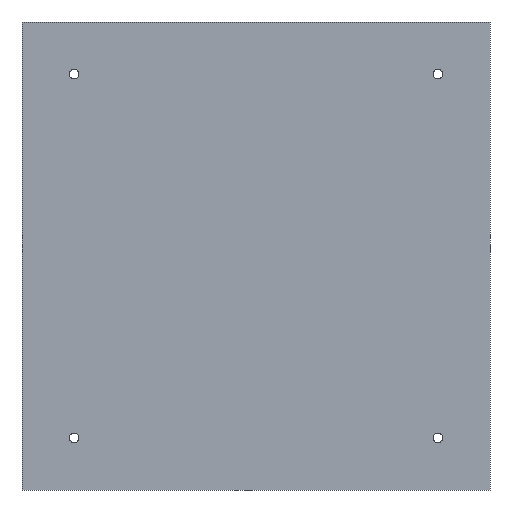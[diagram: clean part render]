
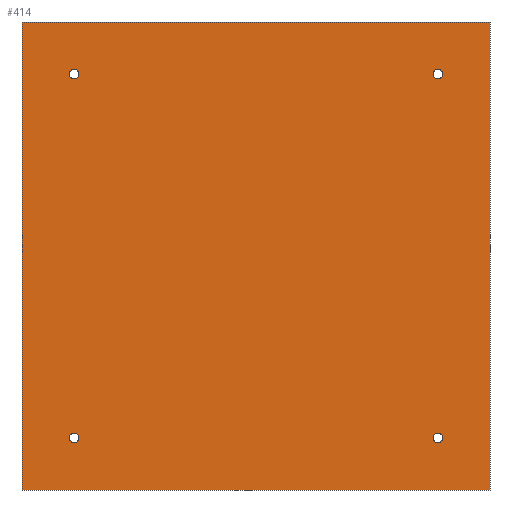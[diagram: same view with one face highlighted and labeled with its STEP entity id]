
A CAD part, front view. The second image highlights one B-rep face of the part: STEP entity #414.
In plain terms, the highlighted planar face has unit normal (0, -1, 0).
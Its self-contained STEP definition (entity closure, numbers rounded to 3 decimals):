
#25=FACE_BOUND('',#94,.T.);
#26=FACE_BOUND('',#95,.T.);
#27=FACE_BOUND('',#96,.T.);
#28=FACE_BOUND('',#97,.T.);
#39=PLANE('',#472);
#63=FACE_OUTER_BOUND('',#93,.T.);
#93=EDGE_LOOP('',(#374,#375,#376,#377));
#94=EDGE_LOOP('',(#378));
#95=EDGE_LOOP('',(#379));
#96=EDGE_LOOP('',(#380));
#97=EDGE_LOOP('',(#381));
#123=LINE('',#694,#157);
#127=LINE('',#700,#161);
#129=LINE('',#704,#163);
#131=LINE('',#707,#165);
#157=VECTOR('',#578,10.);
#161=VECTOR('',#584,10.);
#163=VECTOR('',#588,10.);
#165=VECTOR('',#592,10.);
#180=CIRCLE('',#453,2.25);
#181=CIRCLE('',#455,2.25);
#182=CIRCLE('',#457,2.25);
#183=CIRCLE('',#459,2.25);
#207=VERTEX_POINT('',#657);
#208=VERTEX_POINT('',#661);
#209=VERTEX_POINT('',#665);
#210=VERTEX_POINT('',#669);
#216=VERTEX_POINT('',#692);
#217=VERTEX_POINT('',#693);
#218=VERTEX_POINT('',#699);
#219=VERTEX_POINT('',#703);
#249=EDGE_CURVE('',#207,#207,#180,.T.);
#251=EDGE_CURVE('',#208,#208,#181,.T.);
#253=EDGE_CURVE('',#209,#209,#182,.T.);
#255=EDGE_CURVE('',#210,#210,#183,.T.);
#265=EDGE_CURVE('',#216,#217,#123,.T.);
#269=EDGE_CURVE('',#218,#216,#127,.T.);
#271=EDGE_CURVE('',#219,#218,#129,.T.);
#273=EDGE_CURVE('',#217,#219,#131,.T.);
#374=ORIENTED_EDGE('',*,*,#273,.F.);
#375=ORIENTED_EDGE('',*,*,#265,.F.);
#376=ORIENTED_EDGE('',*,*,#269,.F.);
#377=ORIENTED_EDGE('',*,*,#271,.F.);
#378=ORIENTED_EDGE('',*,*,#249,.T.);
#379=ORIENTED_EDGE('',*,*,#251,.T.);
#380=ORIENTED_EDGE('',*,*,#253,.T.);
#381=ORIENTED_EDGE('',*,*,#255,.T.);
#414=ADVANCED_FACE('',(#63,#25,#26,#27,#28),#39,.F.);
#453=AXIS2_PLACEMENT_3D('',#659,#538,#539);
#455=AXIS2_PLACEMENT_3D('',#663,#543,#544);
#457=AXIS2_PLACEMENT_3D('',#667,#548,#549);
#459=AXIS2_PLACEMENT_3D('',#671,#553,#554);
#472=AXIS2_PLACEMENT_3D('',#709,#595,#596);
#538=DIRECTION('center_axis',(0.,1.,0.));
#539=DIRECTION('ref_axis',(0.,0.,1.));
#543=DIRECTION('center_axis',(0.,1.,0.));
#544=DIRECTION('ref_axis',(0.,0.,1.));
#548=DIRECTION('center_axis',(0.,1.,0.));
#549=DIRECTION('ref_axis',(0.,0.,1.));
#553=DIRECTION('center_axis',(0.,1.,0.));
#554=DIRECTION('ref_axis',(0.,0.,1.));
#578=DIRECTION('',(1.,0.,0.));
#584=DIRECTION('',(0.,0.,1.));
#588=DIRECTION('',(-1.,0.,0.));
#592=DIRECTION('',(0.,0.,-1.));
#595=DIRECTION('center_axis',(0.,1.,0.));
#596=DIRECTION('ref_axis',(1.,0.,0.));
#657=CARTESIAN_POINT('',(-85.5,0.,83.25));
#659=CARTESIAN_POINT('Origin',(-85.5,0.,85.5));
#661=CARTESIAN_POINT('',(-85.5,0.,-87.75));
#663=CARTESIAN_POINT('Origin',(-85.5,0.,-85.5));
#665=CARTESIAN_POINT('',(85.5,0.,-87.75));
#667=CARTESIAN_POINT('Origin',(85.5,0.,-85.5));
#669=CARTESIAN_POINT('',(85.5,0.,83.25));
#671=CARTESIAN_POINT('Origin',(85.5,0.,85.5));
#692=CARTESIAN_POINT('',(-110.,0.,110.));
#693=CARTESIAN_POINT('',(110.,0.,110.));
#694=CARTESIAN_POINT('',(-110.,0.,110.));
#699=CARTESIAN_POINT('',(-110.,0.,-110.));
#700=CARTESIAN_POINT('',(-110.,0.,-110.));
#703=CARTESIAN_POINT('',(110.,0.,-110.));
#704=CARTESIAN_POINT('',(110.,0.,-110.));
#707=CARTESIAN_POINT('',(110.,0.,110.));
#709=CARTESIAN_POINT('Origin',(0.,0.,0.));
